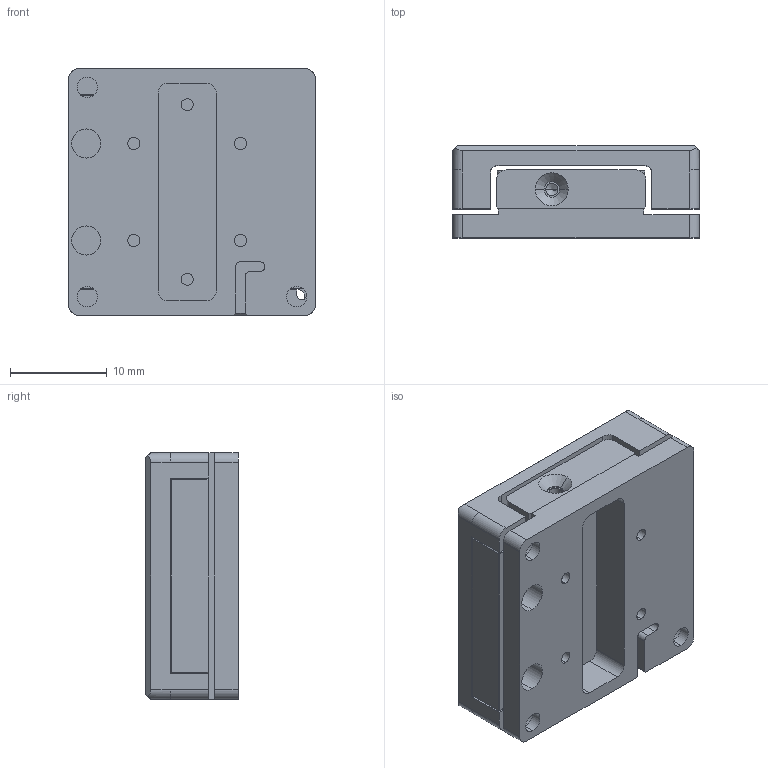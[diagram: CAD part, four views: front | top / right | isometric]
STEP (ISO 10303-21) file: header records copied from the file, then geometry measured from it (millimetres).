
FILE_DESCRIPTION (( 'STEP AP214' ), '1' );
FILE_NAME ('Linear25-Slim-X_web - EndUser.STEP', '2021-09-15T01:52:41', ( '' ), ( '' ), 'SwSTEP 2.0', 'SolidWorks 2020', '' );
FILE_SCHEMA (( 'AUTOMOTIVE_DESIGN' ));
Length unit declared in the file: millimetre
Products named in the file (5): 葩璃 幗翐結啣^Linear25-Slim-X_web - EndUser; 葩璃 25mm-翋极^Linear25-Slim-X_web - EndUser; 葩璃 裔啣^Linear25-Slim-X_web - EndUser; ¸´¼þ CeramicRails - 2nd^Linear25-Slim-X_web - EndUser; Linear25-Slim-X_web - EndUser
Assembly tree (7 placements, depth 2):
  Linear25-Slim-X_web - EndUser
    葩璃 25mm-翋极^Linear25-Slim-X_web - EndUser
    ¸´¼þ CeramicRails - 2nd^Linear25-Slim-X_web - EndUser  x4
    葩璃 裔啣^Linear25-Slim-X_web - EndUser
    葩璃 幗翐結啣^Linear25-Slim-X_web - EndUser
Bounding box: 25.4 x 9.5 x 25.4 mm (x, y, z)
Volume: 4778.8 mm3; surface area: 5963 mm2
Topology: 7 solids, 7 shells, 306 faces, 808 edges, 507 vertices
Faces by surface type: plane 190, cylinder 104, cone 12
Entity records: 7612 total; most frequent: CARTESIAN_POINT 1249, DIRECTION 1198, ORIENTED_EDGE 1152, EDGE_CURVE 576, AXIS2_PLACEMENT_3D 418, VERTEX_POINT 375, LINE 362, VECTOR 362
